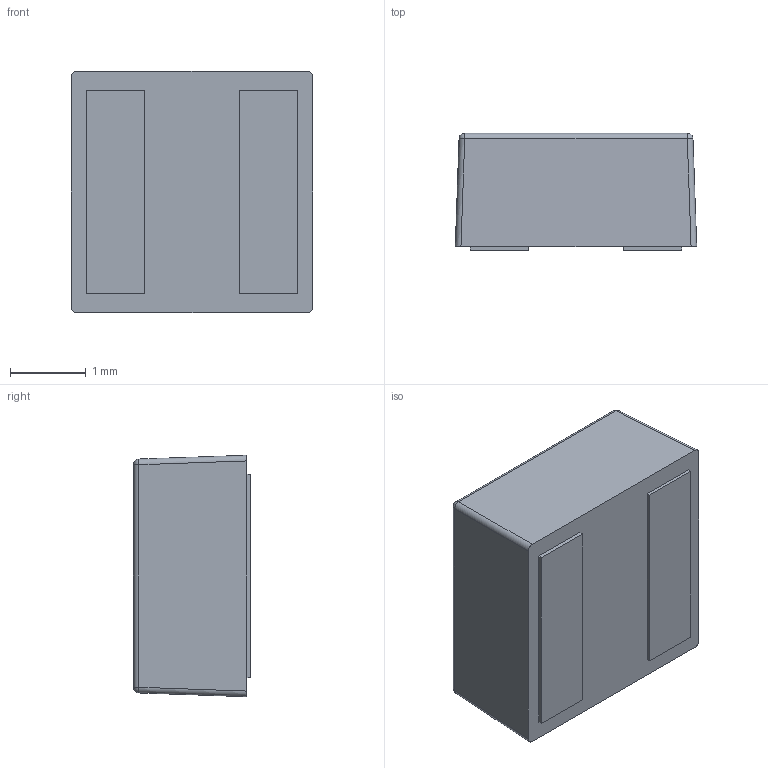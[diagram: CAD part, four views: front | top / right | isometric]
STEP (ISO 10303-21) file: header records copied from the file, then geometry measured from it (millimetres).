
FILE_DESCRIPTION (( 'STEP AP214' ), '1' );
FILE_NAME ('EPL3015-472MLC.STEP', '2024-10-22T09:12:12', ( '' ), ( '' ), 'SwSTEP 2.0', 'SolidWorks 2023', '' );
FILE_SCHEMA (( 'AUTOMOTIVE_DESIGN' ));
Length unit declared in the file: millimetre
Products named in the file (1): EPL3015-472MLC
Bounding box: 3.2 x 1.55 x 3.2 mm (x, y, z)
Volume: 15 mm3; surface area: 38.8 mm2
Topology: 1 solids, 1 shells, 31 faces, 66 edges, 42 vertices
Faces by surface type: plane 19, cylinder 8, sphere 4
Entity records: 1278 total; most frequent: CARTESIAN_POINT 254, ORIENTED_EDGE 132, DIRECTION 132, EDGE_CURVE 66, AXIS2_PLACEMENT_3D 44, LINE 44, VECTOR 44, VERTEX_POINT 42
